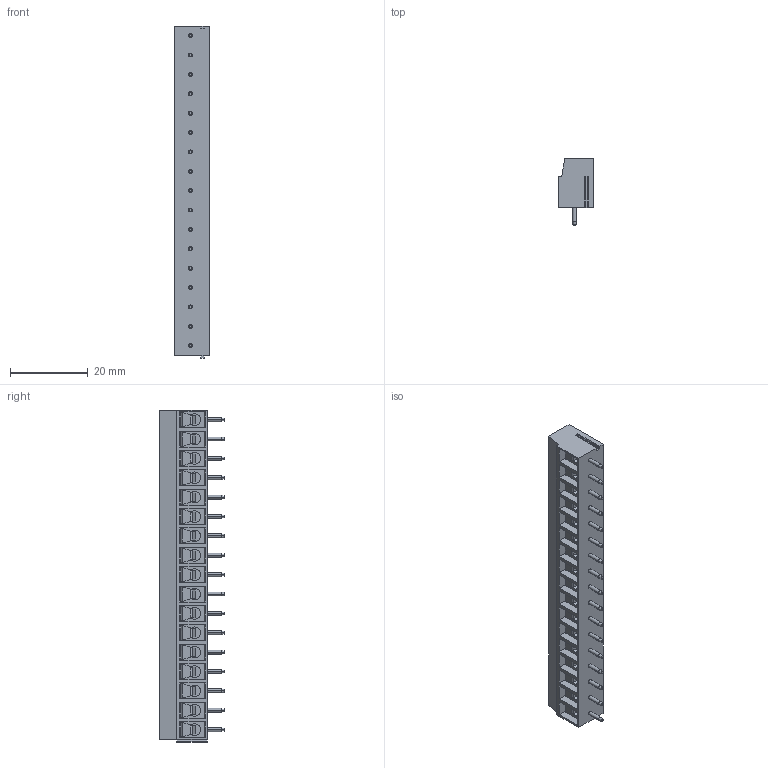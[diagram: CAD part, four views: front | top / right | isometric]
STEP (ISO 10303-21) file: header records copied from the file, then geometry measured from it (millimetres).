
FILE_DESCRIPTION((''),'2;1');
FILE_NAME('PRT0050','2024-10-19T',('yanfa'),(''),'PRO/ENGINEER BY PARAMETRIC TECHNOLOGY CORPORATION, 2009280','PRO/ENGINEER BY PARAMETRIC TECHNOLOGY CORPORATION, 2009280','');
FILE_SCHEMA(('AUTOMOTIVE_DESIGN_CC2 { 1 2 10303 214 -1 1 5 2 }'));
Length unit declared in the file: millimetre
Products named in the file (1): PRT0050
Bounding box: 9 x 17 x 85.68 mm (x, y, z)
Volume: 7389.9 mm3; surface area: 7245.4 mm2
Topology: 1 solids, 1 shells, 1129 faces, 2854 edges, 1812 vertices
Faces by surface type: plane 594, cylinder 331, cone 102, extrusion 68, torus 34
Entity records: 34568 total; most frequent: CARTESIAN_POINT 7474, ORIENTED_EDGE 5708, DIRECTION 5468, EDGE_CURVE 2854, AXIS2_PLACEMENT_3D 1859, VERTEX_POINT 1812, VECTOR 1750, LINE 1682
